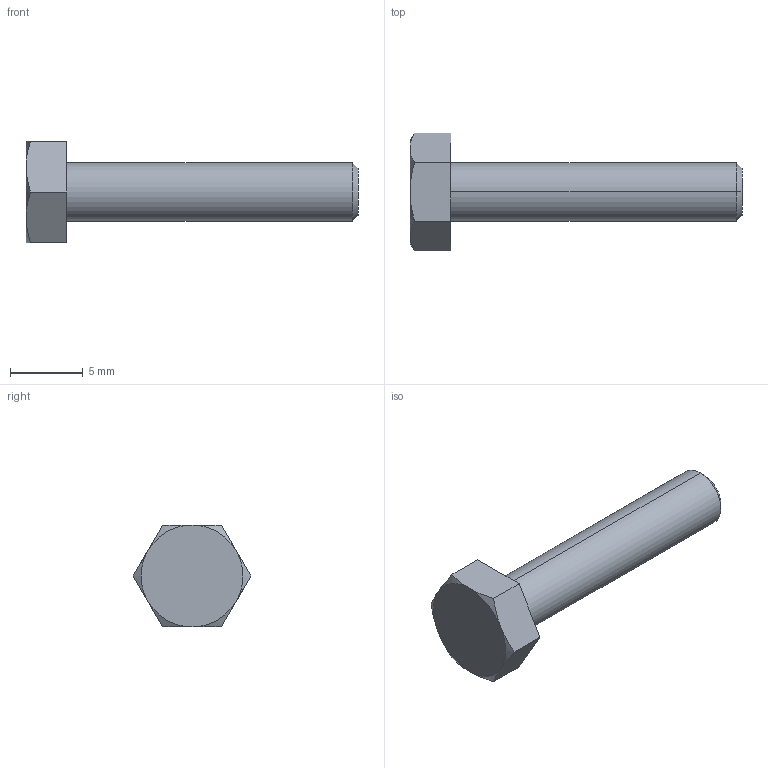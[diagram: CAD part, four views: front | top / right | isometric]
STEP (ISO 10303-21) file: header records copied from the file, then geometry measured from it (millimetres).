
FILE_DESCRIPTION (( 'STEP AP203' ), '1' );
FILE_NAME ('hex bolt gradeb_iso_ISO 4015 - M4 x 20 x 14-N_sldprt.STEP', '2018-10-18T13:41:44', ( '' ), ( '' ), 'SwSTEP 2.0', 'SolidWorks 2017', '' );
FILE_SCHEMA (( 'CONFIG_CONTROL_DESIGN' ));
Length unit declared in the file: millimetre
Products named in the file (1): hex bolt gradeb_iso_ISO 4015 - M4 x 20 x 14-N_sldprt
Bounding box: 22.8 x 8.08 x 7 mm (x, y, z)
Volume: 368.9 mm3; surface area: 399 mm2
Topology: 1 solids, 1 shells, 19 faces, 40 edges, 24 vertices
Faces by surface type: plane 9, cone 8, cylinder 2
Entity records: 607 total; most frequent: CARTESIAN_POINT 136, DIRECTION 80, ORIENTED_EDGE 80, EDGE_CURVE 40, AXIS2_PLACEMENT_3D 32, VERTEX_POINT 24, EDGE_LOOP 20, FACE_OUTER_BOUND 19
